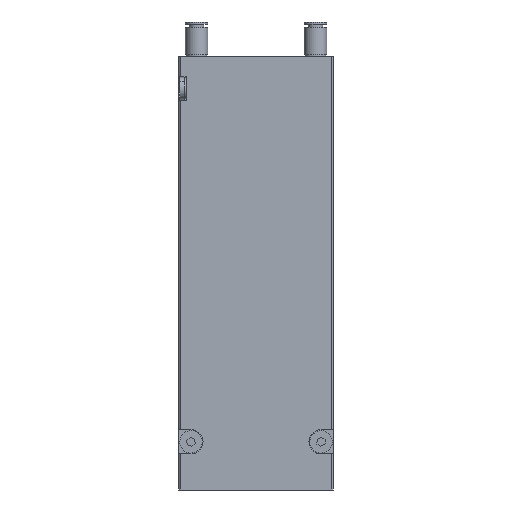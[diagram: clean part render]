
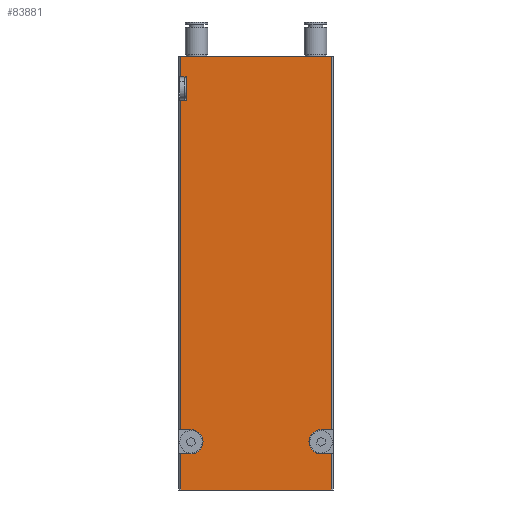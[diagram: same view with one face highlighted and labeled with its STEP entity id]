
A CAD part, left-side view. The second image highlights one B-rep face of the part: STEP entity #83881.
In plain terms, the highlighted planar face has unit normal (-1, 0, 0).
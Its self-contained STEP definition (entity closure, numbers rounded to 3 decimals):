
#499 = CARTESIAN_POINT ( 'NONE',  ( -50., -47., 270. ) ) ;
#514 = CARTESIAN_POINT ( 'NONE',  ( -50., 43.5, 257.5 ) ) ;
#2120 = VERTEX_POINT ( 'NONE', #20123 ) ;
#2198 = CARTESIAN_POINT ( 'NONE',  ( -50., 47., 270. ) ) ;
#2532 = DIRECTION ( 'NONE',  ( 0., 0., -1. ) ) ;
#2832 = AXIS2_PLACEMENT_3D ( 'NONE', #66216, #65911, #80274 ) ;
#3490 = ORIENTED_EDGE ( 'NONE', *, *, #63337, .F. ) ;
#3795 = CARTESIAN_POINT ( 'NONE',  ( -50., 47., 37.5 ) ) ;
#5323 = LINE ( 'NONE', #49392, #93637 ) ;
#5431 = LINE ( 'NONE', #62583, #44240 ) ;
#6280 = DIRECTION ( 'NONE',  ( 0., 1., 0. ) ) ;
#6314 = DIRECTION ( 'NONE',  ( -1., 0., 0. ) ) ;
#6693 = CIRCLE ( 'NONE', #59521, 7.5 ) ;
#6781 = CIRCLE ( 'NONE', #32001, 7.5 ) ;
#7007 = DIRECTION ( 'NONE',  ( 0., -1., 0. ) ) ;
#7686 = CARTESIAN_POINT ( 'NONE',  ( -50., 40.5, 30. ) ) ;
#7743 = DIRECTION ( 'NONE',  ( 0., 1., 0. ) ) ;
#7775 = VECTOR ( 'NONE', #76952, 1000. ) ;
#8135 = ORIENTED_EDGE ( 'NONE', *, *, #38751, .T. ) ;
#8767 = EDGE_CURVE ( 'NONE', #71111, #26654, #45469, .T. ) ;
#11814 = CARTESIAN_POINT ( 'NONE',  ( -50., -47., 37.5 ) ) ;
#12069 = DIRECTION ( 'NONE',  ( 0., -1., 0. ) ) ;
#14470 = DIRECTION ( 'NONE',  ( 0., 1., 0. ) ) ;
#14790 = DIRECTION ( 'NONE',  ( 1., 0., 0. ) ) ;
#16060 = ORIENTED_EDGE ( 'NONE', *, *, #16582, .T. ) ;
#16582 = EDGE_CURVE ( 'NONE', #19433, #2120, #90251, .T. ) ;
#17408 = LINE ( 'NONE', #50201, #92784 ) ;
#17504 = VERTEX_POINT ( 'NONE', #22449 ) ;
#17743 = VERTEX_POINT ( 'NONE', #71801 ) ;
#19433 = VERTEX_POINT ( 'NONE', #78461 ) ;
#19769 = ORIENTED_EDGE ( 'NONE', *, *, #83507, .T. ) ;
#20123 = CARTESIAN_POINT ( 'NONE',  ( -50., -40.5, 37.5 ) ) ;
#20127 = DIRECTION ( 'NONE',  ( 0., 0., 1. ) ) ;
#20611 = VERTEX_POINT ( 'NONE', #29873 ) ;
#20696 = ORIENTED_EDGE ( 'NONE', *, *, #97579, .F. ) ;
#20747 = EDGE_CURVE ( 'NONE', #2120, #41090, #89028, .T. ) ;
#22449 = CARTESIAN_POINT ( 'NONE',  ( -50., 47., 0. ) ) ;
#23539 = CARTESIAN_POINT ( 'NONE',  ( -50., 43.5, 257.5 ) ) ;
#24109 = ORIENTED_EDGE ( 'NONE', *, *, #50253, .T. ) ;
#24226 = CARTESIAN_POINT ( 'NONE',  ( -50., -40.5, 37.5 ) ) ;
#24282 = CARTESIAN_POINT ( 'NONE',  ( -50., 40.5, 22.5 ) ) ;
#24728 = DIRECTION ( 'NONE',  ( 0., 0., -1. ) ) ;
#25460 = CARTESIAN_POINT ( 'NONE',  ( -50., 40.5, 37.5 ) ) ;
#26654 = VERTEX_POINT ( 'NONE', #35904 ) ;
#26738 = EDGE_LOOP ( 'NONE', ( #86973, #52957, #20696, #61238, #19769, #40653, #3490, #27775, #89030, #24109, #8135, #29104, #42185, #16060, #71437, #79846, #39852 ) ) ;
#27775 = ORIENTED_EDGE ( 'NONE', *, *, #45422, .F. ) ;
#27984 = EDGE_CURVE ( 'NONE', #28002, #71620, #28173, .T. ) ;
#28002 = VERTEX_POINT ( 'NONE', #61448 ) ;
#28173 = LINE ( 'NONE', #37677, #63576 ) ;
#29104 = ORIENTED_EDGE ( 'NONE', *, *, #8767, .T. ) ;
#29680 = CARTESIAN_POINT ( 'NONE',  ( -50., 47., 257.5 ) ) ;
#29873 = CARTESIAN_POINT ( 'NONE',  ( -50., 40.5, 37.5 ) ) ;
#30122 = VECTOR ( 'NONE', #62094, 1000. ) ;
#30474 = DIRECTION ( 'NONE',  ( 0., 1., 0. ) ) ;
#31086 = LINE ( 'NONE', #58366, #50069 ) ;
#31815 = CARTESIAN_POINT ( 'NONE',  ( -50., 47., 270. ) ) ;
#32001 = AXIS2_PLACEMENT_3D ( 'NONE', #66995, #6314, #7007 ) ;
#33514 = VECTOR ( 'NONE', #6280, 1000. ) ;
#33521 = EDGE_CURVE ( 'NONE', #26654, #19433, #88917, .T. ) ;
#33700 = LINE ( 'NONE', #31815, #91454 ) ;
#35381 = VERTEX_POINT ( 'NONE', #2198 ) ;
#35723 = FACE_OUTER_BOUND ( 'NONE', #26738, .T. ) ;
#35904 = CARTESIAN_POINT ( 'NONE',  ( -50., -47., 22.5 ) ) ;
#36257 = EDGE_CURVE ( 'NONE', #41090, #17743, #31086, .T. ) ;
#37677 = CARTESIAN_POINT ( 'NONE',  ( -50., 43.5, 242.5 ) ) ;
#38751 = EDGE_CURVE ( 'NONE', #17504, #71111, #82160, .T. ) ;
#39852 = ORIENTED_EDGE ( 'NONE', *, *, #44443, .F. ) ;
#40577 = DIRECTION ( 'NONE',  ( 0., 1., 0. ) ) ;
#40653 = ORIENTED_EDGE ( 'NONE', *, *, #53039, .F. ) ;
#41090 = VERTEX_POINT ( 'NONE', #11814 ) ;
#41103 = DIRECTION ( 'NONE',  ( 0., 0., 1. ) ) ;
#41383 = LINE ( 'NONE', #23539, #68586 ) ;
#41545 = AXIS2_PLACEMENT_3D ( 'NONE', #89533, #14790, #14470 ) ;
#42185 = ORIENTED_EDGE ( 'NONE', *, *, #33521, .T. ) ;
#44240 = VECTOR ( 'NONE', #41103, 1000. ) ;
#44443 = EDGE_CURVE ( 'NONE', #35381, #17743, #57155, .T. ) ;
#45129 = VECTOR ( 'NONE', #40577, 1000. ) ;
#45407 = PLANE ( 'NONE',  #41545 ) ;
#45422 = EDGE_CURVE ( 'NONE', #92151, #93745, #6693, .T. ) ;
#45469 = LINE ( 'NONE', #499, #30122 ) ;
#47484 = EDGE_CURVE ( 'NONE', #35381, #74129, #33700, .T. ) ;
#49392 = CARTESIAN_POINT ( 'NONE',  ( -50., 40.5, 22.5 ) ) ;
#50069 = VECTOR ( 'NONE', #20127, 1000. ) ;
#50201 = CARTESIAN_POINT ( 'NONE',  ( -50., 47., 270. ) ) ;
#50253 = EDGE_CURVE ( 'NONE', #73704, #17504, #17408, .T. ) ;
#52957 = ORIENTED_EDGE ( 'NONE', *, *, #78254, .F. ) ;
#53039 = EDGE_CURVE ( 'NONE', #20611, #91348, #97019, .T. ) ;
#57155 = LINE ( 'NONE', #87471, #62967 ) ;
#58326 = VECTOR ( 'NONE', #24728, 1000. ) ;
#58366 = CARTESIAN_POINT ( 'NONE',  ( -50., -47., 270. ) ) ;
#58706 = CARTESIAN_POINT ( 'NONE',  ( -50., -47., 0. ) ) ;
#59521 = AXIS2_PLACEMENT_3D ( 'NONE', #7686, #90658, #75853 ) ;
#61238 = ORIENTED_EDGE ( 'NONE', *, *, #27984, .T. ) ;
#61448 = CARTESIAN_POINT ( 'NONE',  ( -50., 43.5, 242.5 ) ) ;
#62094 = DIRECTION ( 'NONE',  ( 0., 0., 1. ) ) ;
#62199 = CARTESIAN_POINT ( 'NONE',  ( -50., 33., 30. ) ) ;
#62307 = CARTESIAN_POINT ( 'NONE',  ( -50., 47., 270. ) ) ;
#62583 = CARTESIAN_POINT ( 'NONE',  ( -50., 43.5, 257.5 ) ) ;
#62967 = VECTOR ( 'NONE', #73266, 1000. ) ;
#63337 = EDGE_CURVE ( 'NONE', #93745, #20611, #6781, .T. ) ;
#63576 = VECTOR ( 'NONE', #7743, 1000. ) ;
#64572 = VECTOR ( 'NONE', #89636, 1000. ) ;
#65911 = DIRECTION ( 'NONE',  ( 1., 0., 0. ) ) ;
#66216 = CARTESIAN_POINT ( 'NONE',  ( -50., -40.5, 30. ) ) ;
#66616 = CARTESIAN_POINT ( 'NONE',  ( -50., -40.5, 22.5 ) ) ;
#66995 = CARTESIAN_POINT ( 'NONE',  ( -50., 40.5, 30. ) ) ;
#68586 = VECTOR ( 'NONE', #30474, 1000. ) ;
#69069 = DIRECTION ( 'NONE',  ( 0., 0., -1. ) ) ;
#71111 = VERTEX_POINT ( 'NONE', #58706 ) ;
#71437 = ORIENTED_EDGE ( 'NONE', *, *, #20747, .T. ) ;
#71620 = VERTEX_POINT ( 'NONE', #87494 ) ;
#71801 = CARTESIAN_POINT ( 'NONE',  ( -50., -47., 270. ) ) ;
#73266 = DIRECTION ( 'NONE',  ( 0., -1., 0. ) ) ;
#73704 = VERTEX_POINT ( 'NONE', #97132 ) ;
#74129 = VERTEX_POINT ( 'NONE', #29680 ) ;
#74801 = LINE ( 'NONE', #62307, #58326 ) ;
#75853 = DIRECTION ( 'NONE',  ( 0., -1., 0. ) ) ;
#76952 = DIRECTION ( 'NONE',  ( 0., -1., 0. ) ) ;
#78254 = EDGE_CURVE ( 'NONE', #90972, #74129, #41383, .T. ) ;
#78461 = CARTESIAN_POINT ( 'NONE',  ( -50., -40.5, 22.5 ) ) ;
#79846 = ORIENTED_EDGE ( 'NONE', *, *, #36257, .T. ) ;
#80274 = DIRECTION ( 'NONE',  ( 0., 1., 0. ) ) ;
#82066 = CARTESIAN_POINT ( 'NONE',  ( -50., 48., 0. ) ) ;
#82160 = LINE ( 'NONE', #82066, #64572 ) ;
#83507 = EDGE_CURVE ( 'NONE', #71620, #91348, #74801, .T. ) ;
#83881 = ADVANCED_FACE ( 'NONE', ( #35723 ), #45407, .F. ) ;
#86973 = ORIENTED_EDGE ( 'NONE', *, *, #47484, .T. ) ;
#87471 = CARTESIAN_POINT ( 'NONE',  ( -50., 48., 270. ) ) ;
#87494 = CARTESIAN_POINT ( 'NONE',  ( -50., 47., 242.5 ) ) ;
#88917 = LINE ( 'NONE', #66616, #33514 ) ;
#89028 = LINE ( 'NONE', #24226, #7775 ) ;
#89030 = ORIENTED_EDGE ( 'NONE', *, *, #89157, .F. ) ;
#89157 = EDGE_CURVE ( 'NONE', #73704, #92151, #5323, .T. ) ;
#89533 = CARTESIAN_POINT ( 'NONE',  ( -50., 48., 270. ) ) ;
#89636 = DIRECTION ( 'NONE',  ( 0., -1., 0. ) ) ;
#90251 = CIRCLE ( 'NONE', #2832, 7.5 ) ;
#90658 = DIRECTION ( 'NONE',  ( -1., 0., 0. ) ) ;
#90972 = VERTEX_POINT ( 'NONE', #514 ) ;
#91348 = VERTEX_POINT ( 'NONE', #3795 ) ;
#91454 = VECTOR ( 'NONE', #2532, 1000. ) ;
#92151 = VERTEX_POINT ( 'NONE', #24282 ) ;
#92784 = VECTOR ( 'NONE', #69069, 1000. ) ;
#93637 = VECTOR ( 'NONE', #12069, 1000. ) ;
#93745 = VERTEX_POINT ( 'NONE', #62199 ) ;
#97019 = LINE ( 'NONE', #25460, #45129 ) ;
#97132 = CARTESIAN_POINT ( 'NONE',  ( -50., 47., 22.5 ) ) ;
#97579 = EDGE_CURVE ( 'NONE', #28002, #90972, #5431, .T. ) ;
